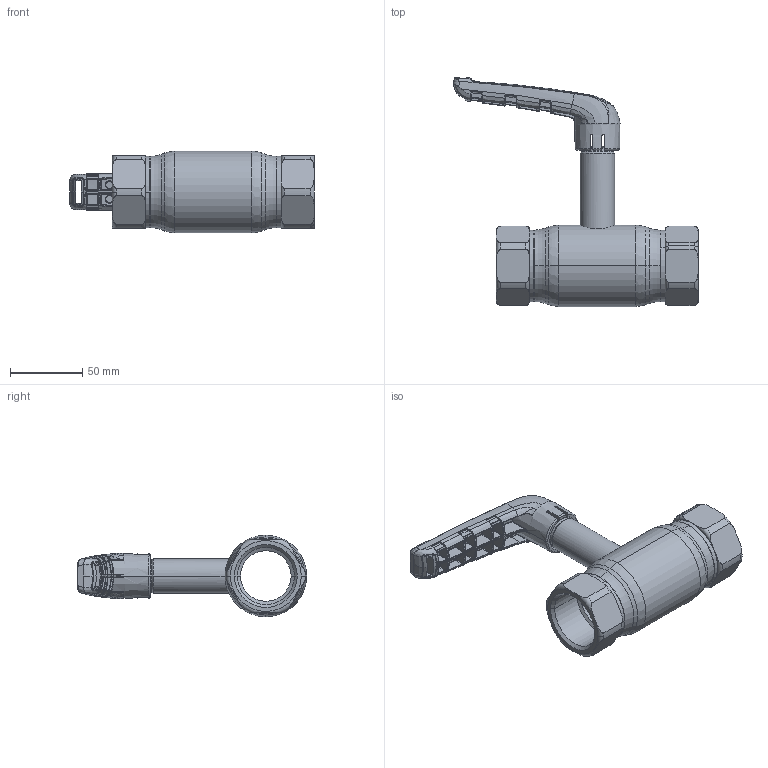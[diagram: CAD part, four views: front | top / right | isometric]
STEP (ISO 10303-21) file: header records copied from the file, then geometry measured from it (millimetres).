
FILE_DESCRIPTION (( 'STEP AP214' ), '1' );
FILE_NAME ('1032002001-xxxx.step', '2019-05-09T10:12:12', ( '' ), ( '' ), 'SwSTEP 2.0', 'SolidWorks 2017', '' );
FILE_SCHEMA (( 'AUTOMOTIVE_DESIGN' ));
Length unit declared in the file: millimetre
Products named in the file (1): 1032002001-xxxx
Bounding box: 169.57 x 158.81 x 56.5 mm (x, y, z)
Surface area: 54721.9 mm2 (no closed solid volume)
Topology: 0 solids, 11 shells, 711 faces, 2277 edges, 1494 vertices
Faces by surface type: bspline 529, plane 62, cylinder 54, torus 35, cone 23, sphere 8
Entity records: 56458 total; most frequent: CARTESIAN_POINT 33909, ORIENTED_EDGE 3712, EDGE_CURVE 2263, B_SPLINE_CURVE_WITH_KNOTS 1576, DIRECTION 1572, VERTEX_POINT 1488, EDGE_LOOP 730, UNCERTAINTY_MEASURE_WITH_UNIT 713
